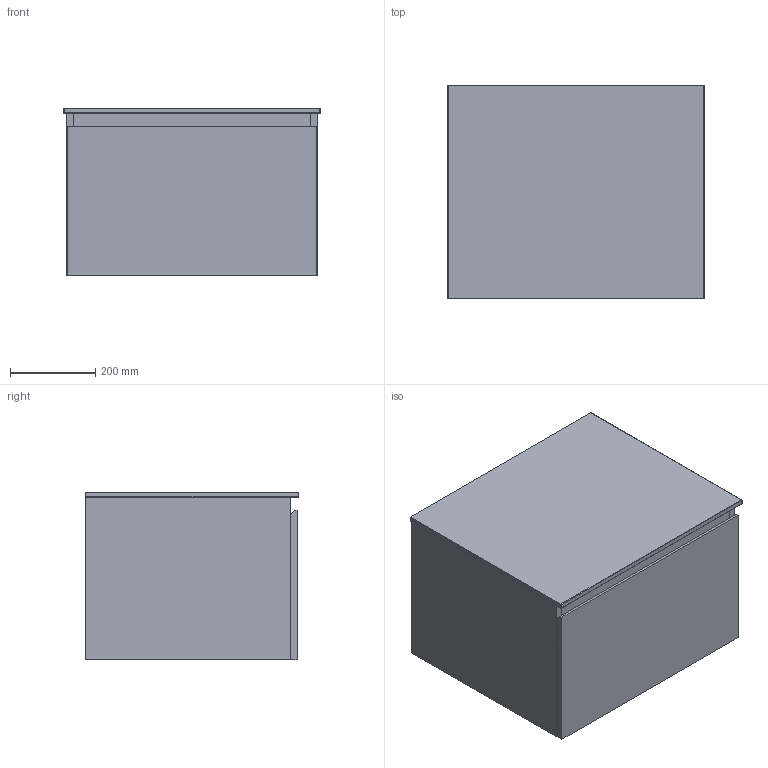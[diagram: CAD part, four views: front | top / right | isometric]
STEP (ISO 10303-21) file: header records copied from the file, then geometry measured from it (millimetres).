
FILE_DESCRIPTION(/* description */ (''),/* implementation_level */ '2;1');
FILE_NAME(/* name */ 'Domaine Slim All-Drawer 600 (12MM)',/* time_stamp */ '2025-07-09T14:51:47+10:00',/* author */ (''),/* organization */ (''),/* preprocessor_version */ 'ST-DEVELOPER v16.5',/* originating_system */ '',/* authorisation */ '');
FILE_SCHEMA (('AUTOMOTIVE_DESIGN'));
Length unit declared in the file: millimetre
Products named in the file (6): Document; Domaine Slim All-Drawer 600 (12MM); Blank Benchtops ALL56789101112131415161718192021222324; 600 Benchtop (12MM)234; Domaine Slim All-Drawer ALL25; Domaine Slim All-Drawer 600 WH
Assembly tree (5 placements, depth 4):
  Document
    Domaine Slim All-Drawer 600 (12MM)
      Blank Benchtops ALL56789101112131415161718192021222324
        600 Benchtop (12MM)234
      Domaine Slim All-Drawer ALL25
        Domaine Slim All-Drawer 600 WH
Bounding box: 600 x 500 x 392 mm (x, y, z)
Volume: 23429222 mm3; surface area: 3209058 mm2
Topology: 4 solids, 4 shells, 43 faces, 93 edges, 54 vertices
Faces by surface type: plane 29, cylinder 10, bspline 4
Entity records: 1340 total; most frequent: CARTESIAN_POINT 484, ORIENTED_EDGE 178, EDGE_CURVE 89, B_SPLINE_CURVE_WITH_KNOTS 73, DIRECTION 65, VERTEX_POINT 54, AXIS2_PLACEMENT_3D 52, ADVANCED_FACE 43
